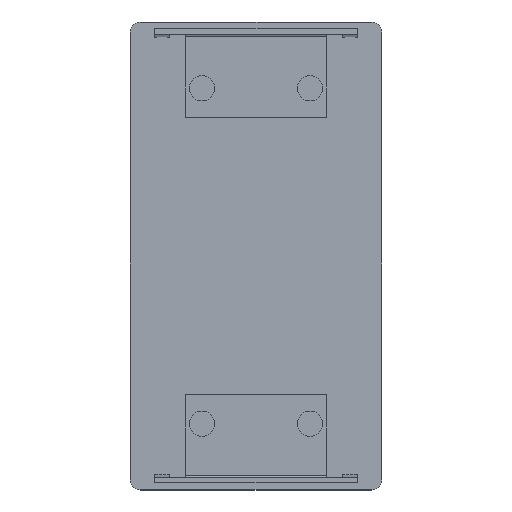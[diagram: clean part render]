
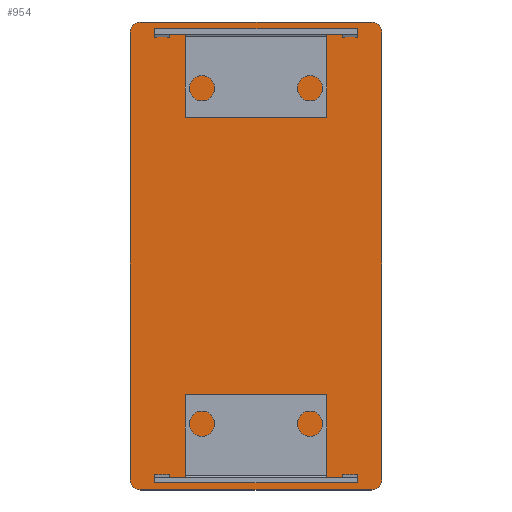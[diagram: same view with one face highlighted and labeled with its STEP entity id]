
A CAD part, top view. The second image highlights one B-rep face of the part: STEP entity #954.
In plain terms, the highlighted face is planar.
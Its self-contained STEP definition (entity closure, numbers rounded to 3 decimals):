
#5 = CARTESIAN_POINT ( 'NONE',  ( -32., 62., 0. ) ) ;
#20 = ORIENTED_EDGE ( 'NONE', *, *, #255, .F. ) ;
#97 = ORIENTED_EDGE ( 'NONE', *, *, #879, .F. ) ;
#103 = LINE ( 'NONE', #1034, #525 ) ;
#108 = CIRCLE ( 'NONE', #661, 3. ) ;
#109 = CARTESIAN_POINT ( 'NONE',  ( -32., -62., 0. ) ) ;
#141 = LINE ( 'NONE', #1300, #169 ) ;
#159 = VECTOR ( 'NONE', #196, 1000. ) ;
#169 = VECTOR ( 'NONE', #1925, 1000. ) ;
#174 = VERTEX_POINT ( 'NONE', #1011 ) ;
#196 = DIRECTION ( 'NONE',  ( 0., -1., 0. ) ) ;
#198 = DIRECTION ( 'NONE',  ( -1., 0., 0. ) ) ;
#199 = CIRCLE ( 'NONE', #547, 3. ) ;
#203 = LINE ( 'NONE', #1137, #705 ) ;
#230 = ORIENTED_EDGE ( 'NONE', *, *, #521, .F. ) ;
#255 = EDGE_CURVE ( 'NONE', #1463, #266, #1986, .T. ) ;
#266 = VERTEX_POINT ( 'NONE', #1648 ) ;
#312 = CIRCLE ( 'NONE', #1060, 3. ) ;
#335 = ORIENTED_EDGE ( 'NONE', *, *, #394, .F. ) ;
#391 = DIRECTION ( 'NONE',  ( 1., 0., 0. ) ) ;
#394 = EDGE_CURVE ( 'NONE', #266, #174, #203, .T. ) ;
#398 = DIRECTION ( 'NONE',  ( -1., 0., 0. ) ) ;
#405 = EDGE_CURVE ( 'NONE', #1445, #1463, #141, .T. ) ;
#507 = CARTESIAN_POINT ( 'NONE',  ( 35., 62., 0. ) ) ;
#521 = EDGE_CURVE ( 'NONE', #1409, #701, #678, .T. ) ;
#525 = VECTOR ( 'NONE', #391, 1000. ) ;
#546 = EDGE_CURVE ( 'NONE', #701, #712, #108, .T. ) ;
#547 = AXIS2_PLACEMENT_3D ( 'NONE', #1452, #1062, #398 ) ;
#548 = EDGE_CURVE ( 'NONE', #712, #1634, #103, .T. ) ;
#570 = DIRECTION ( 'NONE',  ( 0., 0., -1. ) ) ;
#632 = CARTESIAN_POINT ( 'NONE',  ( -35., 62., 0. ) ) ;
#661 = AXIS2_PLACEMENT_3D ( 'NONE', #109, #1202, #1487 ) ;
#678 = LINE ( 'NONE', #632, #159 ) ;
#701 = VERTEX_POINT ( 'NONE', #1775 ) ;
#705 = VECTOR ( 'NONE', #198, 1000. ) ;
#712 = VERTEX_POINT ( 'NONE', #1594 ) ;
#732 = FACE_OUTER_BOUND ( 'NONE', #1494, .T. ) ;
#775 = CARTESIAN_POINT ( 'NONE',  ( -35., 62., 0. ) ) ;
#832 = DIRECTION ( 'NONE',  ( 0., 0., 1. ) ) ;
#877 = CARTESIAN_POINT ( 'NONE',  ( 32., 62., 0. ) ) ;
#879 = EDGE_CURVE ( 'NONE', #1634, #1445, #199, .T. ) ;
#883 = DIRECTION ( 'NONE',  ( -1., 0., 0. ) ) ;
#893 = ORIENTED_EDGE ( 'NONE', *, *, #548, .F. ) ;
#939 = AXIS2_PLACEMENT_3D ( 'NONE', #1649, #570, #2024 ) ;
#954 = ADVANCED_FACE ( 'NONE', ( #732 ), #2015, .T. ) ;
#1011 = CARTESIAN_POINT ( 'NONE',  ( -32., 65., 0. ) ) ;
#1034 = CARTESIAN_POINT ( 'NONE',  ( 32., -65., 0. ) ) ;
#1060 = AXIS2_PLACEMENT_3D ( 'NONE', #5, #1509, #1214 ) ;
#1062 = DIRECTION ( 'NONE',  ( 0., 0., 1. ) ) ;
#1137 = CARTESIAN_POINT ( 'NONE',  ( 32., 65., 0. ) ) ;
#1202 = DIRECTION ( 'NONE',  ( 0., 0., 1. ) ) ;
#1214 = DIRECTION ( 'NONE',  ( -1., 0., 0. ) ) ;
#1292 = EDGE_CURVE ( 'NONE', #174, #1409, #312, .T. ) ;
#1300 = CARTESIAN_POINT ( 'NONE',  ( 35., 62., 0. ) ) ;
#1320 = AXIS2_PLACEMENT_3D ( 'NONE', #877, #832, #883 ) ;
#1409 = VERTEX_POINT ( 'NONE', #775 ) ;
#1439 = ORIENTED_EDGE ( 'NONE', *, *, #546, .F. ) ;
#1445 = VERTEX_POINT ( 'NONE', #1969 ) ;
#1452 = CARTESIAN_POINT ( 'NONE',  ( 32., -62., 0. ) ) ;
#1460 = ORIENTED_EDGE ( 'NONE', *, *, #1292, .F. ) ;
#1463 = VERTEX_POINT ( 'NONE', #507 ) ;
#1487 = DIRECTION ( 'NONE',  ( -1., 0., 0. ) ) ;
#1494 = EDGE_LOOP ( 'NONE', ( #20, #1794, #97, #893, #1439, #230, #1460, #335 ) ) ;
#1509 = DIRECTION ( 'NONE',  ( 0., 0., 1. ) ) ;
#1594 = CARTESIAN_POINT ( 'NONE',  ( -32., -65., 0. ) ) ;
#1634 = VERTEX_POINT ( 'NONE', #1835 ) ;
#1648 = CARTESIAN_POINT ( 'NONE',  ( 32., 65., 0. ) ) ;
#1649 = CARTESIAN_POINT ( 'NONE',  ( 32., 62., 0. ) ) ;
#1775 = CARTESIAN_POINT ( 'NONE',  ( -35., -62., 0. ) ) ;
#1794 = ORIENTED_EDGE ( 'NONE', *, *, #405, .F. ) ;
#1835 = CARTESIAN_POINT ( 'NONE',  ( 32., -65., 0. ) ) ;
#1925 = DIRECTION ( 'NONE',  ( 0., 1., 0. ) ) ;
#1969 = CARTESIAN_POINT ( 'NONE',  ( 35., -62., 0. ) ) ;
#1986 = CIRCLE ( 'NONE', #1320, 3. ) ;
#2015 = PLANE ( 'NONE',  #939 ) ;
#2024 = DIRECTION ( 'NONE',  ( -1., 0., 0. ) ) ;
